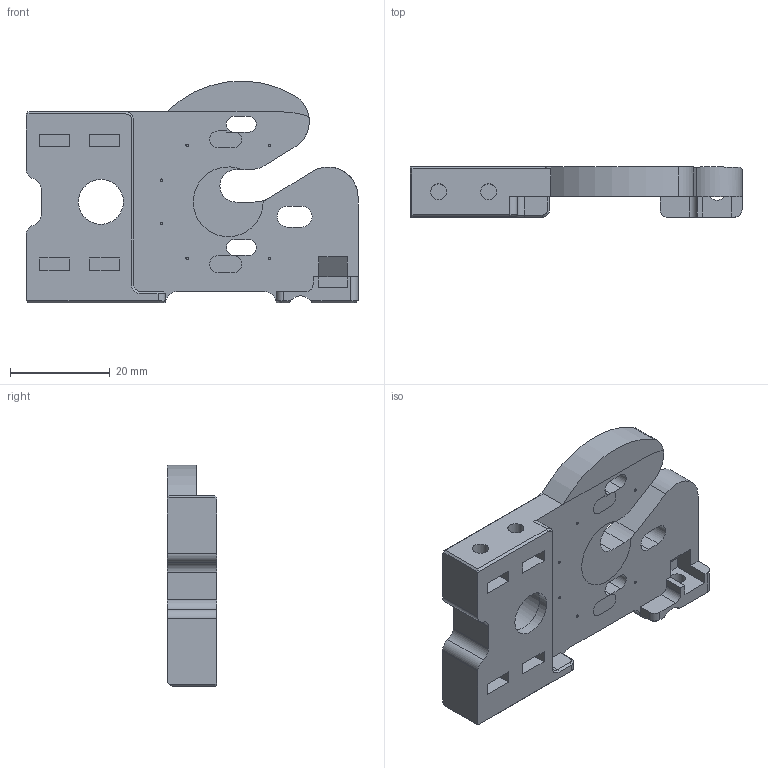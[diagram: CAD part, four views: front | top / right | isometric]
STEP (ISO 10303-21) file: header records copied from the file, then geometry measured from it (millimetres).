
FILE_DESCRIPTION(/* description */ (''),/* implementation_level */ '2;1');
FILE_NAME(/* name */ 'MotorPlate.step',/* time_stamp */ '2023-12-30T14:27:26+01:00',/* author */ (''),/* organization */ (''),/* preprocessor_version */ 'ST-DEVELOPER v20',/* originating_system */ 'Autodesk Translation Framework v12.14.0.127',/* authorisation */ '');
FILE_SCHEMA (('AUTOMOTIVE_DESIGN { 1 0 10303 214 3 1 1 }'));
Length unit declared in the file: millimetre
Products named in the file (1): MotorPlate
Bounding box: 66.5 x 10 x 44.44 mm (x, y, z)
Volume: 14914.3 mm3; surface area: 8182.9 mm2
Topology: 1 solids, 1 shells, 155 faces, 400 edges, 264 vertices
Faces by surface type: plane 99, cylinder 43, cone 13
Full cylindrical faces by diameter (mm): 3 x1, 3.2 x9, 9 x1, 10.1 x1
Entity records: 4812 total; most frequent: CARTESIAN_POINT 855, DIRECTION 820, ORIENTED_EDGE 800, EDGE_CURVE 400, AXIS2_PLACEMENT_3D 275, LINE 270, VECTOR 270, VERTEX_POINT 264
